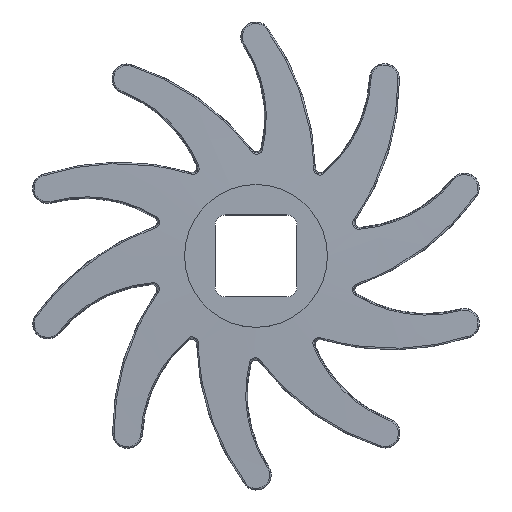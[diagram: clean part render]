
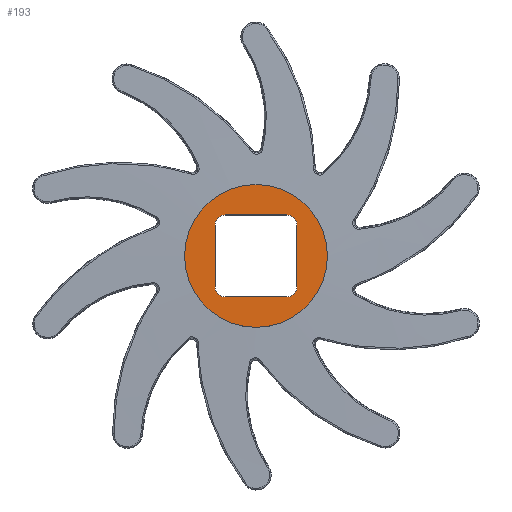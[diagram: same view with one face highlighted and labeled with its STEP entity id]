
A CAD part, top view. The second image highlights one B-rep face of the part: STEP entity #193.
In plain terms, the highlighted planar face has unit normal (0, 0, 1).
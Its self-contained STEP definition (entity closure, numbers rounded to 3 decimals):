
#193=ADVANCED_FACE('',(#518,#519),#520,.T.);
#518=FACE_BOUND('',#17768,.T.);
#519=FACE_OUTER_BOUND('',#17769,.T.);
#520=PLANE('',#17770);
#17768=EDGE_LOOP('',(#18813,#18814,#18815,#18816,#18817,#18818,#18819,#18820));
#17769=EDGE_LOOP('',(#18821));
#17770=AXIS2_PLACEMENT_3D('',#18822,#18823,#18824);
#18813=ORIENTED_EDGE('',*,*,#19389,.T.);
#18814=ORIENTED_EDGE('',*,*,#19390,.T.);
#18815=ORIENTED_EDGE('',*,*,#19391,.T.);
#18816=ORIENTED_EDGE('',*,*,#19392,.T.);
#18817=ORIENTED_EDGE('',*,*,#19393,.T.);
#18818=ORIENTED_EDGE('',*,*,#19394,.T.);
#18819=ORIENTED_EDGE('',*,*,#19395,.T.);
#18820=ORIENTED_EDGE('',*,*,#19396,.T.);
#18821=ORIENTED_EDGE('',*,*,#19397,.T.);
#18822=CARTESIAN_POINT('',(0.0,0.0,40.0));
#18823=DIRECTION('',(0.0,-0.0,1.0));
#18824=DIRECTION('',(1.0,0.0,-0.0));
#19389=EDGE_CURVE('',#19987,#19988,#19989,.T.);
#19390=EDGE_CURVE('',#19988,#19990,#19991,.F.);
#19391=EDGE_CURVE('',#19990,#19992,#19993,.T.);
#19392=EDGE_CURVE('',#19992,#19994,#19995,.F.);
#19393=EDGE_CURVE('',#19994,#19996,#19997,.T.);
#19394=EDGE_CURVE('',#19996,#19998,#19999,.F.);
#19395=EDGE_CURVE('',#19998,#20000,#20001,.T.);
#19396=EDGE_CURVE('',#20000,#19987,#20002,.F.);
#19397=EDGE_CURVE('',#20003,#20003,#20004,.T.);
#19987=VERTEX_POINT('',#24774);
#19988=VERTEX_POINT('',#24775);
#19989=LINE('',#24776,#24777);
#19990=VERTEX_POINT('',#24778);
#19991=CIRCLE('',#24779,5.0);
#19992=VERTEX_POINT('',#24780);
#19993=LINE('',#24781,#24782);
#19994=VERTEX_POINT('',#24783);
#19995=CIRCLE('',#24784,5.0);
#19996=VERTEX_POINT('',#24785);
#19997=LINE('',#24786,#24787);
#19998=VERTEX_POINT('',#24788);
#19999=CIRCLE('',#24789,5.0);
#20000=VERTEX_POINT('',#24790);
#20001=LINE('',#24791,#24792);
#20002=CIRCLE('',#24793,5.0);
#20003=VERTEX_POINT('',#24794);
#20004=CIRCLE('',#24795,35.0);
#24774=CARTESIAN_POINT('',(20.1,15.1,40.0));
#24775=CARTESIAN_POINT('',(20.1,-15.1,40.0));
#24776=CARTESIAN_POINT('',(20.1,20.1,40.0));
#24777=VECTOR('',#25245,1.0);
#24778=CARTESIAN_POINT('',(15.1,-20.1,40.0));
#24779=AXIS2_PLACEMENT_3D('',#25246,#25247,#25248);
#24780=CARTESIAN_POINT('',(-15.1,-20.1,40.0));
#24781=CARTESIAN_POINT('',(20.1,-20.1,40.0));
#24782=VECTOR('',#25249,1.0);
#24783=CARTESIAN_POINT('',(-20.1,-15.1,40.0));
#24784=AXIS2_PLACEMENT_3D('',#25250,#25251,#25252);
#24785=CARTESIAN_POINT('',(-20.1,15.1,40.0));
#24786=CARTESIAN_POINT('',(-20.1,-20.1,40.0));
#24787=VECTOR('',#25253,1.0);
#24788=CARTESIAN_POINT('',(-15.1,20.1,40.0));
#24789=AXIS2_PLACEMENT_3D('',#25254,#25255,#25256);
#24790=CARTESIAN_POINT('',(15.1,20.1,40.0));
#24791=CARTESIAN_POINT('',(-20.1,20.1,40.0));
#24792=VECTOR('',#25257,1.0);
#24793=AXIS2_PLACEMENT_3D('',#25258,#25259,#25260);
#24794=CARTESIAN_POINT('',(35.0,0.0,40.0));
#24795=AXIS2_PLACEMENT_3D('',#25261,#25262,#25263);
#25245=DIRECTION('',(0.0,-1.0,0.0));
#25246=CARTESIAN_POINT('',(15.1,-15.1,40.0));
#25247=DIRECTION('',(0.0,-0.0,1.0));
#25248=DIRECTION('',(1.0,0.0,-0.0));
#25249=DIRECTION('',(-1.0,0.0,0.0));
#25250=CARTESIAN_POINT('',(-15.1,-15.1,40.0));
#25251=DIRECTION('',(0.0,-0.0,1.0));
#25252=DIRECTION('',(1.0,0.0,-0.0));
#25253=DIRECTION('',(0.0,1.0,0.0));
#25254=CARTESIAN_POINT('',(-15.1,15.1,40.0));
#25255=DIRECTION('',(0.0,-0.0,1.0));
#25256=DIRECTION('',(1.0,0.0,-0.0));
#25257=DIRECTION('',(1.0,0.0,0.0));
#25258=CARTESIAN_POINT('',(15.1,15.1,40.0));
#25259=DIRECTION('',(0.0,-0.0,1.0));
#25260=DIRECTION('',(1.0,0.0,-0.0));
#25261=CARTESIAN_POINT('',(0.0,0.0,40.0));
#25262=DIRECTION('',(0.0,0.0,1.0));
#25263=DIRECTION('',(1.0,0.0,0.0));
